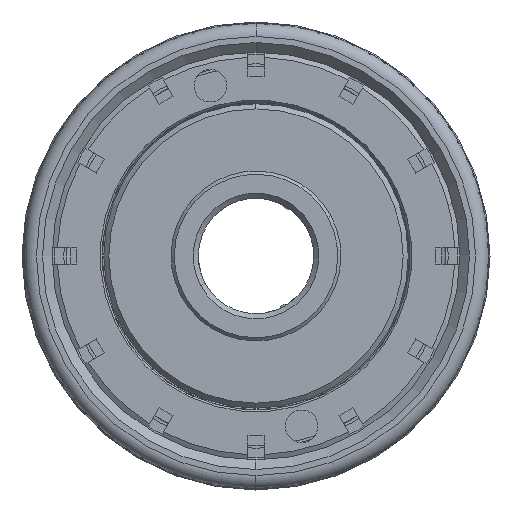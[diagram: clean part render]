
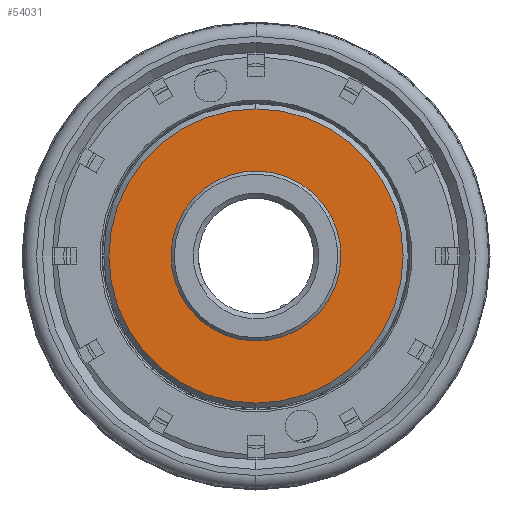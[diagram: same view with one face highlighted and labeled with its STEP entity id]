
A CAD part, left-side view. The second image highlights one B-rep face of the part: STEP entity #54031.
In plain terms, the highlighted planar face has unit normal (-1, 0, 0).
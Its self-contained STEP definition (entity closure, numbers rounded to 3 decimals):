
#1308 = CARTESIAN_POINT ( 'NONE',  ( -25.5, 11.5, 0. ) ) ;
#2469 = VERTEX_POINT ( 'NONE', #17616 ) ;
#2724 = AXIS2_PLACEMENT_3D ( 'NONE', #46370, #11178, #52287 ) ;
#3609 = DIRECTION ( 'NONE',  ( 1., 0., 0. ) ) ;
#5441 = EDGE_CURVE ( 'NONE', #59562, #2469, #48340, .T. ) ;
#11178 = DIRECTION ( 'NONE',  ( 1., 0., 0. ) ) ;
#13885 = FACE_BOUND ( 'NONE', #62569, .T. ) ;
#14413 = EDGE_CURVE ( 'NONE', #17111, #62082, #49509, .T. ) ;
#17111 = VERTEX_POINT ( 'NONE', #38435 ) ;
#17616 = CARTESIAN_POINT ( 'NONE',  ( -25.5, 0., 22.95 ) ) ;
#22913 = DIRECTION ( 'NONE',  ( 1., 0., 0. ) ) ;
#23655 = CARTESIAN_POINT ( 'NONE',  ( -25.5, 0., -11.5 ) ) ;
#24964 = DIRECTION ( 'NONE',  ( 0., 0., 1. ) ) ;
#25846 = EDGE_CURVE ( 'NONE', #2469, #59562, #53688, .T. ) ;
#29610 = ORIENTED_EDGE ( 'NONE', *, *, #25846, .F. ) ;
#32601 = DIRECTION ( 'NONE',  ( 1., 0., 0. ) ) ;
#34113 = AXIS2_PLACEMENT_3D ( 'NONE', #1308, #60221, #24964 ) ;
#38435 = CARTESIAN_POINT ( 'NONE',  ( -25.5, 0., 11.5 ) ) ;
#38877 = CARTESIAN_POINT ( 'NONE',  ( -25.5, 0., 0. ) ) ;
#42831 = AXIS2_PLACEMENT_3D ( 'NONE', #67876, #32601, #73848 ) ;
#44779 = DIRECTION ( 'NONE',  ( 0., 0., -1. ) ) ;
#44981 = AXIS2_PLACEMENT_3D ( 'NONE', #38877, #3609, #44779 ) ;
#46246 = EDGE_LOOP ( 'NONE', ( #46992, #29610 ) ) ;
#46370 = CARTESIAN_POINT ( 'NONE',  ( -25.5, 0., 0. ) ) ;
#46992 = ORIENTED_EDGE ( 'NONE', *, *, #5441, .F. ) ;
#48340 = CIRCLE ( 'NONE', #2724, 22.95 ) ;
#49509 = CIRCLE ( 'NONE', #63715, 11.5 ) ;
#52287 = DIRECTION ( 'NONE',  ( 0., 0., -1. ) ) ;
#53688 = CIRCLE ( 'NONE', #44981, 22.95 ) ;
#54031 = ADVANCED_FACE ( 'NONE', ( #13885, #60809 ), #54284, .T. ) ;
#54033 = CIRCLE ( 'NONE', #42831, 11.5 ) ;
#54284 = PLANE ( 'NONE',  #34113 ) ;
#58107 = EDGE_CURVE ( 'NONE', #62082, #17111, #54033, .T. ) ;
#58151 = CARTESIAN_POINT ( 'NONE',  ( -25.5, 0., 0. ) ) ;
#58323 = ORIENTED_EDGE ( 'NONE', *, *, #14413, .T. ) ;
#59562 = VERTEX_POINT ( 'NONE', #70804 ) ;
#60221 = DIRECTION ( 'NONE',  ( -1., 0., 0. ) ) ;
#60809 = FACE_OUTER_BOUND ( 'NONE', #46246, .T. ) ;
#62082 = VERTEX_POINT ( 'NONE', #23655 ) ;
#62569 = EDGE_LOOP ( 'NONE', ( #63345, #58323 ) ) ;
#63345 = ORIENTED_EDGE ( 'NONE', *, *, #58107, .T. ) ;
#63715 = AXIS2_PLACEMENT_3D ( 'NONE', #58151, #22913, #64101 ) ;
#64101 = DIRECTION ( 'NONE',  ( 0., 0., -1. ) ) ;
#67876 = CARTESIAN_POINT ( 'NONE',  ( -25.5, 0., 0. ) ) ;
#70804 = CARTESIAN_POINT ( 'NONE',  ( -25.5, 0., -22.95 ) ) ;
#73848 = DIRECTION ( 'NONE',  ( 0., 0., -1. ) ) ;
